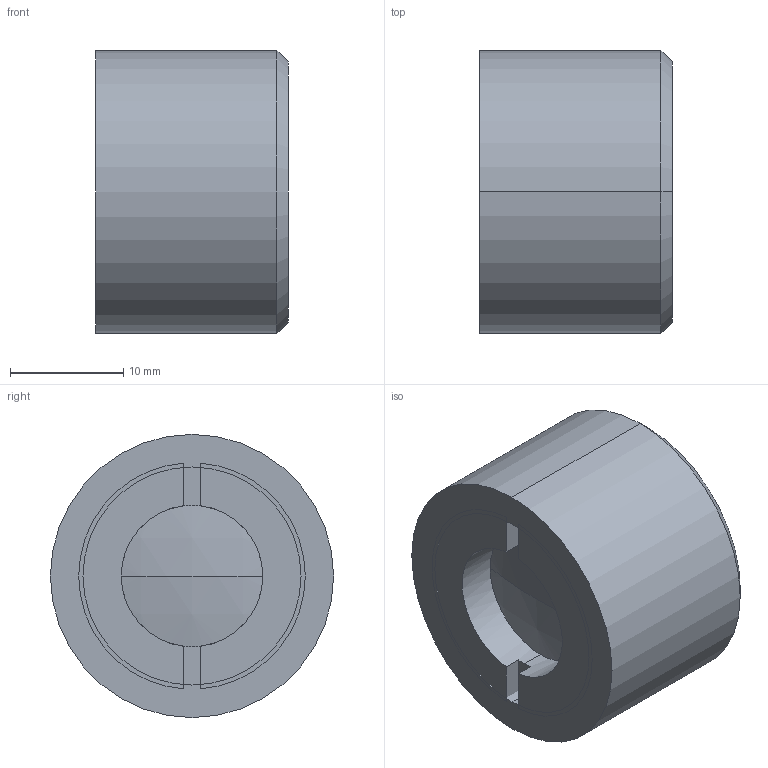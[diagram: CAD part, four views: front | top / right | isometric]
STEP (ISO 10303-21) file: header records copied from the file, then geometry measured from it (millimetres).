
FILE_DESCRIPTION (( 'STEP AP203' ), '1' );
FILE_NAME ('S6ASS2020_075_01.STEP', '2015-02-24T05:37:37', ( 'poweredge' ), ( 'Hewlett-Packard Company' ), 'SwSTEP 2.0', 'SolidWorks 2014', '' );
FILE_SCHEMA (( 'CONFIG_CONTROL_DESIGN' ));
Length unit declared in the file: millimetre
Products named in the file (1): S6ASS2020_075_01
Bounding box: 17 x 25 x 25 mm (x, y, z)
Surface area: 2725.4 mm2 (no closed solid volume)
Topology: 0 solids, 4 shells, 24 faces, 60 edges, 40 vertices
Faces by surface type: plane 10, cylinder 8, sphere 4, cone 2
Entity records: 800 total; most frequent: DIRECTION 144, CARTESIAN_POINT 125, ORIENTED_EDGE 102, EDGE_CURVE 60, AXIS2_PLACEMENT_3D 59, VERTEX_POINT 40, CIRCLE 34, VECTOR 26
